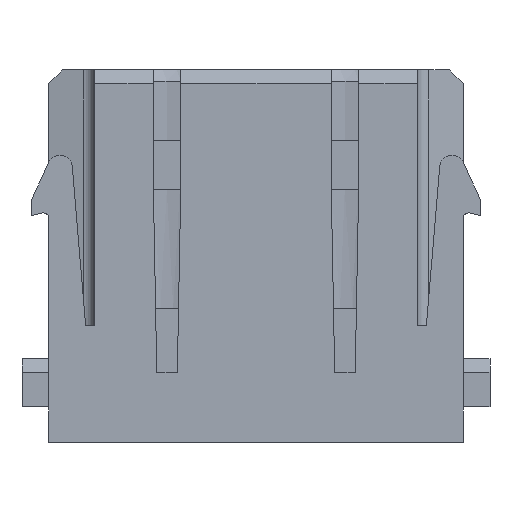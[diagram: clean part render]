
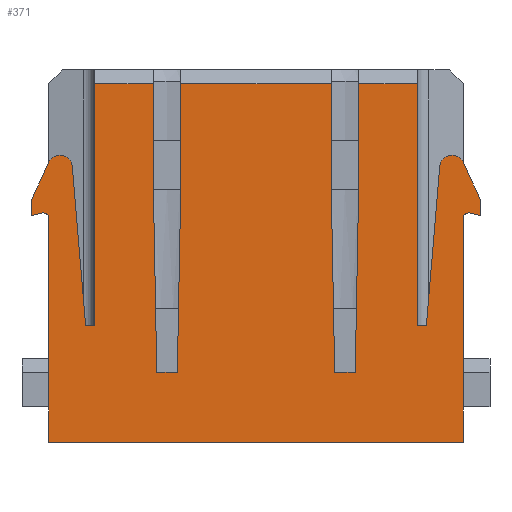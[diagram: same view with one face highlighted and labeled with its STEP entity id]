
A CAD part, left-side view. The second image highlights one B-rep face of the part: STEP entity #371.
In plain terms, the highlighted planar face has unit normal (-1, 0, 0).
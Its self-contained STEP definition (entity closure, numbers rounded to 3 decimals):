
#233=FACE_OUTER_BOUND('',#686,.T.);
#371=ADVANCED_FACE('',(#233),#490,.T.);
#490=PLANE('',#4226);
#686=EDGE_LOOP('',(#1417,#1418,#1419,#1420,#1421,#1422,#1423,#1424,#1425,
#1426,#1427,#1428,#1429,#1430,#1431,#1432,#1433,#1434,#1435,#1436,#1437,
#1438,#1439,#1440,#1441,#1442,#1443,#1444,#1445,#1446,#1447,#1448));
#1417=ORIENTED_EDGE('',*,*,#2376,.T.);
#1418=ORIENTED_EDGE('',*,*,#2374,.T.);
#1419=ORIENTED_EDGE('',*,*,#2268,.T.);
#1420=ORIENTED_EDGE('',*,*,#2263,.T.);
#1421=ORIENTED_EDGE('',*,*,#2294,.T.);
#1422=ORIENTED_EDGE('',*,*,#2366,.T.);
#1423=ORIENTED_EDGE('',*,*,#2364,.T.);
#1424=ORIENTED_EDGE('',*,*,#2361,.T.);
#1425=ORIENTED_EDGE('',*,*,#2355,.T.);
#1426=ORIENTED_EDGE('',*,*,#2353,.T.);
#1427=ORIENTED_EDGE('',*,*,#2319,.T.);
#1428=ORIENTED_EDGE('',*,*,#2323,.T.);
#1429=ORIENTED_EDGE('',*,*,#2326,.T.);
#1430=ORIENTED_EDGE('',*,*,#2329,.T.);
#1431=ORIENTED_EDGE('',*,*,#2332,.T.);
#1432=ORIENTED_EDGE('',*,*,#2348,.F.);
#1433=ORIENTED_EDGE('',*,*,#2377,.F.);
#1434=ORIENTED_EDGE('',*,*,#2378,.T.);
#1435=ORIENTED_EDGE('',*,*,#2153,.T.);
#1436=ORIENTED_EDGE('',*,*,#2157,.T.);
#1437=ORIENTED_EDGE('',*,*,#2160,.T.);
#1438=ORIENTED_EDGE('',*,*,#2163,.T.);
#1439=ORIENTED_EDGE('',*,*,#2166,.T.);
#1440=ORIENTED_EDGE('',*,*,#2171,.T.);
#1441=ORIENTED_EDGE('',*,*,#2174,.T.);
#1442=ORIENTED_EDGE('',*,*,#2176,.T.);
#1443=ORIENTED_EDGE('',*,*,#2180,.T.);
#1444=ORIENTED_EDGE('',*,*,#2184,.T.);
#1445=ORIENTED_EDGE('',*,*,#2203,.T.);
#1446=ORIENTED_EDGE('',*,*,#2192,.T.);
#1447=ORIENTED_EDGE('',*,*,#2187,.T.);
#1448=ORIENTED_EDGE('',*,*,#2134,.T.);
#1786=VERTEX_POINT('',#5984);
#1787=VERTEX_POINT('',#5985);
#1802=VERTEX_POINT('',#6026);
#1803=VERTEX_POINT('',#6028);
#1805=VERTEX_POINT('',#6034);
#1807=VERTEX_POINT('',#6040);
#1809=VERTEX_POINT('',#6046);
#1811=VERTEX_POINT('',#6052);
#1814=VERTEX_POINT('',#6062);
#1815=VERTEX_POINT('',#6067);
#1817=VERTEX_POINT('',#6072);
#1819=VERTEX_POINT('',#6079);
#1821=VERTEX_POINT('',#6086);
#1823=VERTEX_POINT('',#6094);
#1827=VERTEX_POINT('',#6104);
#1879=VERTEX_POINT('',#6297);
#1880=VERTEX_POINT('',#6299);
#1883=VERTEX_POINT('',#6308);
#1892=VERTEX_POINT('',#6353);
#1911=VERTEX_POINT('',#6406);
#1912=VERTEX_POINT('',#6408);
#1915=VERTEX_POINT('',#6415);
#1917=VERTEX_POINT('',#6421);
#1919=VERTEX_POINT('',#6427);
#1920=VERTEX_POINT('',#6432);
#1930=VERTEX_POINT('',#6463);
#1933=VERTEX_POINT('',#6474);
#1934=VERTEX_POINT('',#6478);
#1938=VERTEX_POINT('',#6490);
#1940=VERTEX_POINT('',#6496);
#1944=VERTEX_POINT('',#6515);
#1946=VERTEX_POINT('',#6524);
#2134=EDGE_CURVE('',#1786,#1787,#3021,.T.);
#2153=EDGE_CURVE('',#1803,#1802,#2488,.T.);
#2157=EDGE_CURVE('',#1802,#1805,#3036,.T.);
#2160=EDGE_CURVE('',#1805,#1807,#3039,.T.);
#2163=EDGE_CURVE('',#1807,#1809,#3042,.T.);
#2166=EDGE_CURVE('',#1809,#1811,#2490,.T.);
#2171=EDGE_CURVE('',#1811,#1814,#3048,.T.);
#2174=EDGE_CURVE('',#1814,#1815,#3051,.T.);
#2176=EDGE_CURVE('',#1815,#1817,#3053,.T.);
#2180=EDGE_CURVE('',#1817,#1819,#3057,.T.);
#2184=EDGE_CURVE('',#1819,#1821,#3061,.T.);
#2187=EDGE_CURVE('',#1823,#1786,#3062,.T.);
#2192=EDGE_CURVE('',#1827,#1823,#3066,.T.);
#2203=EDGE_CURVE('',#1821,#1827,#3076,.T.);
#2263=EDGE_CURVE('',#1880,#1879,#3109,.T.);
#2268=EDGE_CURVE('',#1883,#1880,#3113,.T.);
#2294=EDGE_CURVE('',#1879,#1892,#3136,.T.);
#2319=EDGE_CURVE('',#1912,#1911,#2519,.T.);
#2323=EDGE_CURVE('',#1911,#1915,#3163,.T.);
#2326=EDGE_CURVE('',#1915,#1917,#3166,.T.);
#2329=EDGE_CURVE('',#1917,#1919,#3169,.T.);
#2332=EDGE_CURVE('',#1919,#1920,#2521,.T.);
#2348=EDGE_CURVE('',#1930,#1920,#3185,.T.);
#2353=EDGE_CURVE('',#1933,#1912,#3190,.T.);
#2355=EDGE_CURVE('',#1934,#1933,#3192,.T.);
#2361=EDGE_CURVE('',#1938,#1934,#3196,.T.);
#2364=EDGE_CURVE('',#1940,#1938,#3199,.T.);
#2366=EDGE_CURVE('',#1892,#1940,#3201,.T.);
#2374=EDGE_CURVE('',#1944,#1883,#3205,.T.);
#2376=EDGE_CURVE('',#1787,#1944,#3207,.T.);
#2377=EDGE_CURVE('',#1946,#1930,#3208,.T.);
#2378=EDGE_CURVE('',#1946,#1803,#3209,.T.);
#2488=CIRCLE('',#4109,0.4);
#2490=CIRCLE('',#4115,0.9);
#2519=CIRCLE('',#4197,0.9);
#2521=CIRCLE('',#4203,0.4);
#3021=LINE('',#5983,#3473);
#3036=LINE('',#6035,#3488);
#3039=LINE('',#6041,#3491);
#3042=LINE('',#6047,#3494);
#3048=LINE('',#6063,#3500);
#3051=LINE('',#6068,#3503);
#3053=LINE('',#6073,#3505);
#3057=LINE('',#6080,#3509);
#3061=LINE('',#6087,#3513);
#3062=LINE('',#6093,#3514);
#3066=LINE('',#6103,#3518);
#3076=LINE('',#6125,#3528);
#3109=LINE('',#6298,#3561);
#3113=LINE('',#6307,#3565);
#3136=LINE('',#6354,#3588);
#3163=LINE('',#6416,#3615);
#3166=LINE('',#6422,#3618);
#3169=LINE('',#6428,#3621);
#3185=LINE('',#6464,#3637);
#3190=LINE('',#6473,#3642);
#3192=LINE('',#6477,#3644);
#3196=LINE('',#6489,#3648);
#3199=LINE('',#6495,#3651);
#3201=LINE('',#6499,#3653);
#3205=LINE('',#6518,#3657);
#3207=LINE('',#6521,#3659);
#3208=LINE('',#6523,#3660);
#3209=LINE('',#6525,#3661);
#3473=VECTOR('',#4586,1.);
#3488=VECTOR('',#4623,1.);
#3491=VECTOR('',#4628,1.);
#3494=VECTOR('',#4633,1.);
#3500=VECTOR('',#4649,1.);
#3503=VECTOR('',#4654,1.);
#3505=VECTOR('',#4658,1.);
#3509=VECTOR('',#4664,1.);
#3513=VECTOR('',#4670,1.);
#3514=VECTOR('',#4679,1.);
#3518=VECTOR('',#4687,1.);
#3528=VECTOR('',#4705,1.);
#3561=VECTOR('',#4818,1.);
#3565=VECTOR('',#4826,1.);
#3588=VECTOR('',#4877,1.);
#3615=VECTOR('',#4928,1.);
#3618=VECTOR('',#4933,1.);
#3621=VECTOR('',#4938,1.);
#3637=VECTOR('',#4972,1.);
#3642=VECTOR('',#4981,1.);
#3644=VECTOR('',#4985,1.);
#3648=VECTOR('',#4997,1.);
#3651=VECTOR('',#5002,1.);
#3653=VECTOR('',#5006,1.);
#3657=VECTOR('',#5018,1.);
#3659=VECTOR('',#5022,1.);
#3660=VECTOR('',#5025,1.);
#3661=VECTOR('',#5026,1.);
#4109=AXIS2_PLACEMENT_3D('',#6027,#4616,#4617);
#4115=AXIS2_PLACEMENT_3D('',#6053,#4639,#4640);
#4197=AXIS2_PLACEMENT_3D('',#6407,#4920,#4921);
#4203=AXIS2_PLACEMENT_3D('',#6434,#4943,#4944);
#4226=AXIS2_PLACEMENT_3D('',#6526,#5027,#5028);
#4586=DIRECTION('',(0.,0.,1.));
#4616=DIRECTION('',(1.,0.,0.));
#4617=DIRECTION('',(0.,1.,0.));
#4623=DIRECTION('',(0.,-0.966,-0.259));
#4628=DIRECTION('',(0.,0.,1.));
#4633=DIRECTION('',(0.,0.423,0.906));
#4639=DIRECTION('',(-1.,0.,0.));
#4640=DIRECTION('',(0.,-0.906,0.423));
#4649=DIRECTION('',(0.,0.084,-0.996));
#4654=DIRECTION('',(0.,1.,0.));
#4658=DIRECTION('',(0.,0.,1.));
#4664=DIRECTION('',(0.,1.,0.));
#4670=DIRECTION('',(0.,0.,-1.));
#4679=DIRECTION('',(0.,0.019,1.));
#4687=DIRECTION('',(0.,1.,0.));
#4705=DIRECTION('',(0.,0.019,-1.));
#4818=DIRECTION('',(0.,1.,0.));
#4826=DIRECTION('',(0.,0.019,-1.));
#4877=DIRECTION('',(0.,0.019,1.));
#4920=DIRECTION('',(-1.,0.,0.));
#4921=DIRECTION('',(0.,-0.996,0.084));
#4928=DIRECTION('',(0.,0.423,-0.906));
#4933=DIRECTION('',(0.,0.,-1.));
#4938=DIRECTION('',(0.,-0.966,0.259));
#4943=DIRECTION('',(1.,0.,0.));
#4944=DIRECTION('',(0.,0.259,0.966));
#4972=DIRECTION('',(0.,0.,1.));
#4981=DIRECTION('',(0.,0.084,0.996));
#4985=DIRECTION('',(0.,1.,0.));
#4997=DIRECTION('',(0.,0.,-1.));
#5002=DIRECTION('',(0.,1.,0.));
#5006=DIRECTION('',(0.,0.,1.));
#5018=DIRECTION('',(0.,0.,-1.));
#5022=DIRECTION('',(0.,1.,0.));
#5025=DIRECTION('',(0.,1.,0.));
#5026=DIRECTION('',(0.,0.,1.));
#5027=DIRECTION('',(-1.,0.,0.));
#5028=DIRECTION('',(0.,-1.,0.));
#5983=CARTESIAN_POINT('',(-7.3,-5.5,12.35));
#5984=CARTESIAN_POINT('',(-7.3,-5.5,12.35));
#5985=CARTESIAN_POINT('',(-7.3,-5.5,20.1));
#6026=CARTESIAN_POINT('',(-7.3,-15.654,10.636));
#6027=CARTESIAN_POINT('',(-7.3,-15.55,10.25));
#6028=CARTESIAN_POINT('',(-7.3,-15.15,10.25));
#6034=CARTESIAN_POINT('',(-7.3,-16.4,10.436));
#6035=CARTESIAN_POINT('',(-7.3,-15.654,10.636));
#6040=CARTESIAN_POINT('',(-7.3,-16.4,11.636));
#6041=CARTESIAN_POINT('',(-7.3,-16.4,10.436));
#6046=CARTESIAN_POINT('',(-7.3,-15.139,14.34));
#6047=CARTESIAN_POINT('',(-7.3,-16.4,11.636));
#6052=CARTESIAN_POINT('',(-7.3,-13.427,14.034));
#6053=CARTESIAN_POINT('',(-7.3,-14.324,13.959));
#6062=CARTESIAN_POINT('',(-7.3,-12.45,2.4));
#6063=CARTESIAN_POINT('',(-7.3,-13.427,14.034));
#6067=CARTESIAN_POINT('',(-7.3,-11.8,2.4));
#6068=CARTESIAN_POINT('',(-7.3,-12.45,2.4));
#6072=CARTESIAN_POINT('',(-7.3,-11.8,20.1));
#6073=CARTESIAN_POINT('',(-7.3,-11.8,2.4));
#6079=CARTESIAN_POINT('',(-7.3,-7.5,20.1));
#6080=CARTESIAN_POINT('',(-7.3,-11.8,20.1));
#6086=CARTESIAN_POINT('',(-7.3,-7.5,12.35));
#6087=CARTESIAN_POINT('',(-7.3,-7.5,20.1));
#6093=CARTESIAN_POINT('',(-7.3,-5.75,-1.));
#6094=CARTESIAN_POINT('',(-7.3,-5.75,-1.));
#6103=CARTESIAN_POINT('',(-7.3,-7.25,-1.));
#6104=CARTESIAN_POINT('',(-7.3,-7.25,-1.));
#6125=CARTESIAN_POINT('',(-7.3,-7.5,12.35));
#6297=CARTESIAN_POINT('',(-7.3,7.25,-1.));
#6298=CARTESIAN_POINT('',(-7.3,5.75,-1.));
#6299=CARTESIAN_POINT('',(-7.3,5.75,-1.));
#6307=CARTESIAN_POINT('',(-7.3,5.5,12.35));
#6308=CARTESIAN_POINT('',(-7.3,5.5,12.35));
#6353=CARTESIAN_POINT('',(-7.3,7.5,12.35));
#6354=CARTESIAN_POINT('',(-7.3,7.25,-1.));
#6406=CARTESIAN_POINT('',(-7.3,15.139,14.34));
#6407=CARTESIAN_POINT('',(-7.3,14.324,13.959));
#6408=CARTESIAN_POINT('',(-7.3,13.427,14.034));
#6415=CARTESIAN_POINT('',(-7.3,16.4,11.636));
#6416=CARTESIAN_POINT('',(-7.3,15.139,14.34));
#6421=CARTESIAN_POINT('',(-7.3,16.4,10.436));
#6422=CARTESIAN_POINT('',(-7.3,16.4,11.636));
#6427=CARTESIAN_POINT('',(-7.3,15.654,10.636));
#6428=CARTESIAN_POINT('',(-7.3,16.4,10.436));
#6432=CARTESIAN_POINT('',(-7.3,15.15,10.25));
#6434=CARTESIAN_POINT('',(-7.3,15.55,10.25));
#6463=CARTESIAN_POINT('',(-7.3,15.15,-6.1));
#6464=CARTESIAN_POINT('',(-7.3,15.15,-6.1));
#6473=CARTESIAN_POINT('',(-7.3,12.45,2.4));
#6474=CARTESIAN_POINT('',(-7.3,12.45,2.4));
#6477=CARTESIAN_POINT('',(-7.3,11.8,2.4));
#6478=CARTESIAN_POINT('',(-7.3,11.8,2.4));
#6489=CARTESIAN_POINT('',(-7.3,11.8,20.1));
#6490=CARTESIAN_POINT('',(-7.3,11.8,20.1));
#6495=CARTESIAN_POINT('',(-7.3,7.5,20.1));
#6496=CARTESIAN_POINT('',(-7.3,7.5,20.1));
#6499=CARTESIAN_POINT('',(-7.3,7.5,12.35));
#6515=CARTESIAN_POINT('',(-7.3,5.5,20.1));
#6518=CARTESIAN_POINT('',(-7.3,5.5,20.1));
#6521=CARTESIAN_POINT('',(-7.3,-5.5,20.1));
#6523=CARTESIAN_POINT('',(-7.3,-15.15,-6.1));
#6524=CARTESIAN_POINT('',(-7.3,-15.15,-6.1));
#6525=CARTESIAN_POINT('',(-7.3,-15.15,-6.1));
#6526=CARTESIAN_POINT('',(-7.3,16.599,-6.2));
